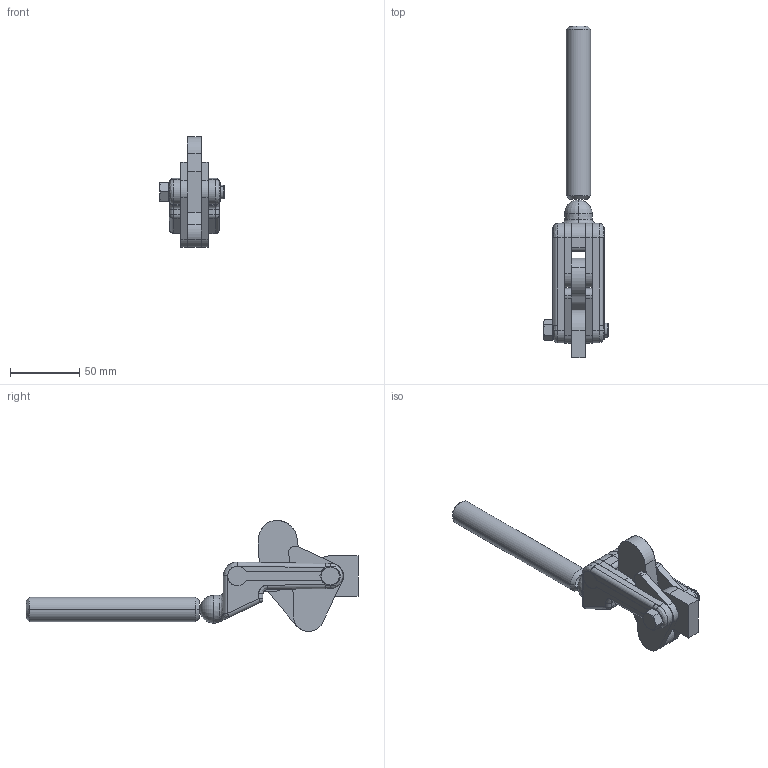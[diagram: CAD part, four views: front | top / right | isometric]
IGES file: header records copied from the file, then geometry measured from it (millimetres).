
Start section: SolidWorks IGES file using analytic representation for surfaces
Bounding box: 46.5 x 239.35 x 80 mm (x, y, z)
Surface area: 49235.1 mm2 (no closed solid volume)
Topology: 0 solids, 0 shells, 206 faces, 2670 edges, 2666 vertices
Faces by surface type: revolution 113, bspline 93
